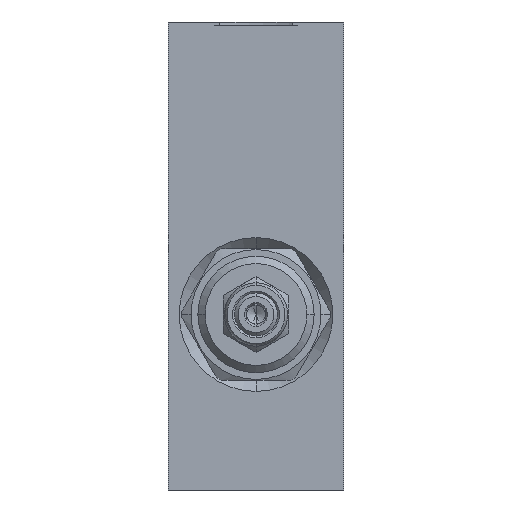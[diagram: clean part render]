
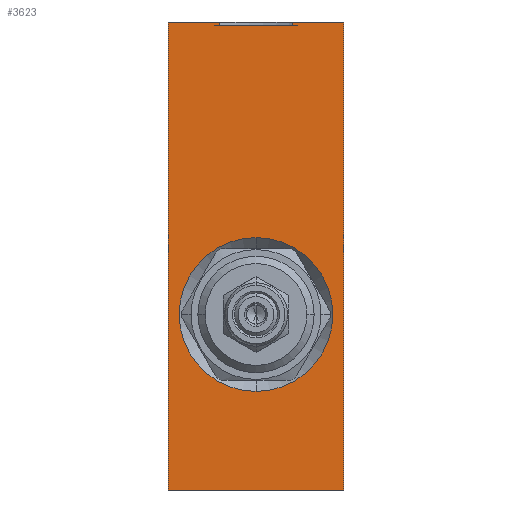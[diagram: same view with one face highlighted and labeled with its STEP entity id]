
A CAD part, front view. The second image highlights one B-rep face of the part: STEP entity #3623.
In plain terms, the highlighted planar face has unit normal (0, -1, 0).
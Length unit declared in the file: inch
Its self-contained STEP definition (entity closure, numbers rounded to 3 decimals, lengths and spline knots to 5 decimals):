
#17=DIRECTION('',(1.,0.,0.));
#18=VECTOR('',#17,1.5);
#19=CARTESIAN_POINT('',(0.,-3.25,0.));
#20=LINE('',#19,#18);
#585=DIRECTION('',(0.,0.,1.));
#586=VECTOR('',#585,4.);
#587=CARTESIAN_POINT('',(1.5,-3.25,0.));
#588=LINE('',#587,#586);
#971=DIRECTION('',(1.,0.,0.));
#972=VECTOR('',#971,0.44114);
#973=CARTESIAN_POINT('',(0.,-3.25,4.));
#974=LINE('',#973,#972);
#987=DIRECTION('',(1.,0.,0.));
#988=VECTOR('',#987,0.44114);
#989=CARTESIAN_POINT('',(1.05886,-3.25,4.));
#990=LINE('',#989,#988);
#1513=DIRECTION('',(-1.,0.,0.));
#1514=VECTOR('',#1513,0.61772);
#1515=CARTESIAN_POINT('',(1.05886,-3.25,3.968));
#1516=LINE('',#1515,#1514);
#1517=DIRECTION('',(0.,0.,-1.));
#1518=VECTOR('',#1517,0.032);
#1519=CARTESIAN_POINT('',(1.05886,-3.25,4.));
#1520=LINE('',#1519,#1518);
#1521=DIRECTION('',(0.,0.,1.));
#1522=VECTOR('',#1521,4.);
#1523=CARTESIAN_POINT('',(0.,-3.25,0.));
#1524=LINE('',#1523,#1522);
#1525=DIRECTION('',(0.,0.,-1.));
#1526=VECTOR('',#1525,0.032);
#1527=CARTESIAN_POINT('',(0.44114,-3.25,4.));
#1528=LINE('',#1527,#1526);
#1529=CARTESIAN_POINT('',(0.75,-3.25,1.5));
#1530=DIRECTION('',(0.,1.,0.));
#1531=DIRECTION('',(0.,0.,-1.));
#1532=AXIS2_PLACEMENT_3D('',#1529,#1530,#1531);
#1534=CARTESIAN_POINT('',(0.75,-3.25,1.5));
#1535=DIRECTION('',(0.,1.,0.));
#1536=DIRECTION('',(0.,0.,1.));
#1537=AXIS2_PLACEMENT_3D('',#1534,#1535,#1536);
#1765=CARTESIAN_POINT('',(0.,-3.25,0.));
#1766=CARTESIAN_POINT('',(1.5,-3.25,0.));
#1767=VERTEX_POINT('',#1765);
#1768=VERTEX_POINT('',#1766);
#1774=CARTESIAN_POINT('',(0.,-3.25,4.));
#1776=VERTEX_POINT('',#1774);
#1777=CARTESIAN_POINT('',(1.5,-3.25,4.));
#1779=VERTEX_POINT('',#1777);
#1897=CARTESIAN_POINT('',(1.05886,-3.25,3.968));
#1898=CARTESIAN_POINT('',(0.44114,-3.25,3.968));
#1899=VERTEX_POINT('',#1897);
#1900=VERTEX_POINT('',#1898);
#1901=CARTESIAN_POINT('',(1.05886,-3.25,4.));
#1902=VERTEX_POINT('',#1901);
#1903=CARTESIAN_POINT('',(0.44114,-3.25,4.));
#1904=VERTEX_POINT('',#1903);
#1957=CARTESIAN_POINT('',(0.75,-3.25,0.843));
#1958=VERTEX_POINT('',#1957);
#1961=CARTESIAN_POINT('',(0.75,-3.25,2.157));
#1962=VERTEX_POINT('',#1961);
#3602=CARTESIAN_POINT('',(0.,-3.25,0.));
#3603=DIRECTION('',(0.,-1.,0.));
#3604=DIRECTION('',(1.,0.,0.));
#3605=AXIS2_PLACEMENT_3D('',#3602,#3603,#3604);
#3606=PLANE('',#3605);
#3607=ORIENTED_EDGE('',*,*,#2974,.F.);
#3608=ORIENTED_EDGE('',*,*,#2990,.F.);
#3609=ORIENTED_EDGE('',*,*,#3010,.T.);
#3610=ORIENTED_EDGE('',*,*,#2698,.F.);
#3611=ORIENTED_EDGE('',*,*,#2095,.F.);
#3612=ORIENTED_EDGE('',*,*,#2633,.T.);
#3613=ORIENTED_EDGE('',*,*,#3004,.T.);
#3614=ORIENTED_EDGE('',*,*,#2993,.T.);
#3615=EDGE_LOOP('',(#3607,#3608,#3609,#3610,#3611,#3612,#3613,#3614));
#3616=FACE_OUTER_BOUND('',#3615,.F.);
#3618=ORIENTED_EDGE('',*,*,#3617,.F.);
#3620=ORIENTED_EDGE('',*,*,#3619,.F.);
#3621=EDGE_LOOP('',(#3618,#3620));
#3622=FACE_BOUND('',#3621,.F.);
#3623=ADVANCED_FACE('',(#3616,#3622),#3606,.T.);
#1533=CIRCLE('',#1532,0.657);
#1538=CIRCLE('',#1537,0.657);
#2095=EDGE_CURVE('',#1767,#1768,#20,.T.);
#2633=EDGE_CURVE('',#1767,#1776,#1524,.T.);
#2698=EDGE_CURVE('',#1768,#1779,#588,.T.);
#2974=EDGE_CURVE('',#1899,#1900,#1516,.T.);
#2990=EDGE_CURVE('',#1902,#1899,#1520,.T.);
#2993=EDGE_CURVE('',#1904,#1900,#1528,.T.);
#3004=EDGE_CURVE('',#1776,#1904,#974,.T.);
#3010=EDGE_CURVE('',#1902,#1779,#990,.T.);
#3617=EDGE_CURVE('',#1958,#1962,#1533,.T.);
#3619=EDGE_CURVE('',#1962,#1958,#1538,.T.);
